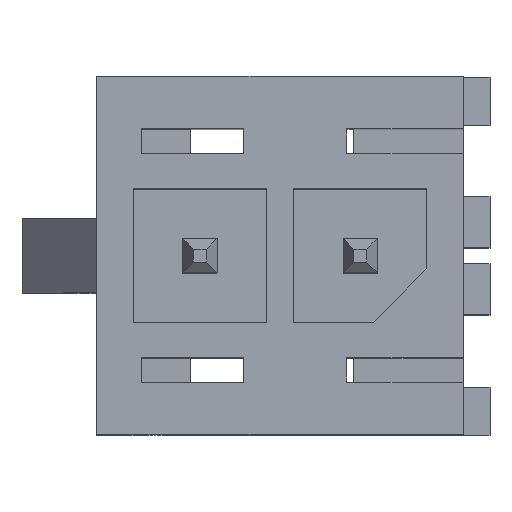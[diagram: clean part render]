
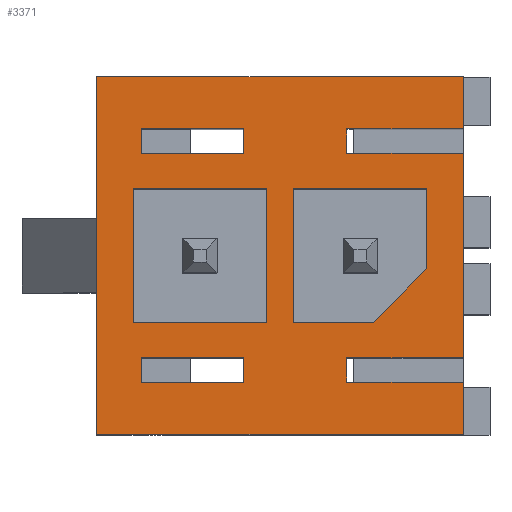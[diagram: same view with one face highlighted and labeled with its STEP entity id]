
A CAD part, top view. The second image highlights one B-rep face of the part: STEP entity #3371.
In plain terms, the highlighted planar face has unit normal (0, 0, 1).
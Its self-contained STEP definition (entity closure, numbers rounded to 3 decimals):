
#269=ORIENTED_EDGE('',*,*,#1175,.T.);
#270=ORIENTED_EDGE('',*,*,#1212,.T.);
#271=ORIENTED_EDGE('',*,*,#1252,.T.);
#272=ORIENTED_EDGE('',*,*,#1250,.T.);
#273=ORIENTED_EDGE('',*,*,#1171,.T.);
#274=ORIENTED_EDGE('',*,*,#1253,.F.);
#275=ORIENTED_EDGE('',*,*,#1254,.F.);
#276=ORIENTED_EDGE('',*,*,#1255,.T.);
#277=ORIENTED_EDGE('',*,*,#1179,.T.);
#278=ORIENTED_EDGE('',*,*,#1256,.T.);
#279=ORIENTED_EDGE('',*,*,#1257,.T.);
#280=ORIENTED_EDGE('',*,*,#1258,.T.);
#281=ORIENTED_EDGE('',*,*,#1259,.F.);
#282=ORIENTED_EDGE('',*,*,#1260,.F.);
#283=ORIENTED_EDGE('',*,*,#1261,.F.);
#284=ORIENTED_EDGE('',*,*,#1262,.T.);
#285=ORIENTED_EDGE('',*,*,#1263,.F.);
#286=ORIENTED_EDGE('',*,*,#1264,.F.);
#287=ORIENTED_EDGE('',*,*,#1265,.F.);
#288=ORIENTED_EDGE('',*,*,#1266,.F.);
#289=ORIENTED_EDGE('',*,*,#1267,.F.);
#290=ORIENTED_EDGE('',*,*,#1268,.T.);
#291=ORIENTED_EDGE('',*,*,#1269,.T.);
#292=ORIENTED_EDGE('',*,*,#1270,.T.);
#293=ORIENTED_EDGE('',*,*,#1271,.T.);
#294=ORIENTED_EDGE('',*,*,#1208,.T.);
#295=ORIENTED_EDGE('',*,*,#1218,.T.);
#296=ORIENTED_EDGE('',*,*,#1224,.T.);
#297=ORIENTED_EDGE('',*,*,#1233,.T.);
#1171=EDGE_CURVE('',#1669,#1668,#2000,.T.);
#1175=EDGE_CURVE('',#1673,#1672,#2004,.T.);
#1179=EDGE_CURVE('',#1677,#1676,#2008,.T.);
#1208=EDGE_CURVE('',#1706,#1705,#2037,.T.);
#1212=EDGE_CURVE('',#1672,#1709,#2041,.T.);
#1218=EDGE_CURVE('',#1705,#1713,#2047,.T.);
#1224=EDGE_CURVE('',#1713,#1719,#2053,.T.);
#1233=EDGE_CURVE('',#1719,#1706,#2062,.T.);
#1250=EDGE_CURVE('',#1737,#1669,#2079,.T.);
#1252=EDGE_CURVE('',#1709,#1737,#2081,.T.);
#1253=EDGE_CURVE('',#1738,#1668,#2082,.T.);
#1254=EDGE_CURVE('',#1739,#1738,#2083,.T.);
#1255=EDGE_CURVE('',#1739,#1677,#2084,.T.);
#1256=EDGE_CURVE('',#1676,#1740,#2085,.T.);
#1257=EDGE_CURVE('',#1740,#1741,#2086,.T.);
#1258=EDGE_CURVE('',#1741,#1673,#2087,.T.);
#1259=EDGE_CURVE('',#1742,#1743,#2088,.T.);
#1260=EDGE_CURVE('',#1744,#1742,#2089,.T.);
#1261=EDGE_CURVE('',#1745,#1744,#2090,.T.);
#1262=EDGE_CURVE('',#1745,#1746,#2091,.F.);
#1263=EDGE_CURVE('',#1743,#1746,#2092,.T.);
#1264=EDGE_CURVE('',#1747,#1748,#2093,.T.);
#1265=EDGE_CURVE('',#1749,#1747,#2094,.T.);
#1266=EDGE_CURVE('',#1750,#1749,#2095,.T.);
#1267=EDGE_CURVE('',#1748,#1750,#2096,.T.);
#1268=EDGE_CURVE('',#1751,#1752,#2097,.T.);
#1269=EDGE_CURVE('',#1752,#1753,#2098,.T.);
#1270=EDGE_CURVE('',#1753,#1754,#2099,.T.);
#1271=EDGE_CURVE('',#1754,#1751,#2100,.T.);
#1668=VERTEX_POINT('',#4766);
#1669=VERTEX_POINT('',#4768);
#1672=VERTEX_POINT('',#4774);
#1673=VERTEX_POINT('',#4776);
#1676=VERTEX_POINT('',#4782);
#1677=VERTEX_POINT('',#4784);
#1705=VERTEX_POINT('',#4841);
#1706=VERTEX_POINT('',#4843);
#1709=VERTEX_POINT('',#4849);
#1713=VERTEX_POINT('',#4860);
#1719=VERTEX_POINT('',#4873);
#1737=VERTEX_POINT('',#4923);
#1738=VERTEX_POINT('',#4929);
#1739=VERTEX_POINT('',#4931);
#1740=VERTEX_POINT('',#4934);
#1741=VERTEX_POINT('',#4936);
#1742=VERTEX_POINT('',#4939);
#1743=VERTEX_POINT('',#4940);
#1744=VERTEX_POINT('',#4942);
#1745=VERTEX_POINT('',#4944);
#1746=VERTEX_POINT('',#4946);
#1747=VERTEX_POINT('',#4949);
#1748=VERTEX_POINT('',#4950);
#1749=VERTEX_POINT('',#4952);
#1750=VERTEX_POINT('',#4954);
#1751=VERTEX_POINT('',#4957);
#1752=VERTEX_POINT('',#4958);
#1753=VERTEX_POINT('',#4960);
#1754=VERTEX_POINT('',#4962);
#2000=LINE('',#4767,#2457);
#2004=LINE('',#4775,#2461);
#2008=LINE('',#4783,#2465);
#2037=LINE('',#4842,#2494);
#2041=LINE('',#4850,#2498);
#2047=LINE('',#4861,#2504);
#2053=LINE('',#4874,#2510);
#2062=LINE('',#4890,#2519);
#2079=LINE('',#4922,#2536);
#2081=LINE('',#4927,#2538);
#2082=LINE('',#4928,#2539);
#2083=LINE('',#4930,#2540);
#2084=LINE('',#4932,#2541);
#2085=LINE('',#4933,#2542);
#2086=LINE('',#4935,#2543);
#2087=LINE('',#4937,#2544);
#2088=LINE('',#4938,#2545);
#2089=LINE('',#4941,#2546);
#2090=LINE('',#4943,#2547);
#2091=LINE('',#4945,#2548);
#2092=LINE('',#4947,#2549);
#2093=LINE('',#4948,#2550);
#2094=LINE('',#4951,#2551);
#2095=LINE('',#4953,#2552);
#2096=LINE('',#4955,#2553);
#2097=LINE('',#4956,#2554);
#2098=LINE('',#4959,#2555);
#2099=LINE('',#4961,#2556);
#2100=LINE('',#4963,#2557);
#2457=VECTOR('',#3847,1000.);
#2461=VECTOR('',#3851,1000.);
#2465=VECTOR('',#3855,1000.);
#2494=VECTOR('',#3886,1000.);
#2498=VECTOR('',#3890,1000.);
#2504=VECTOR('',#3898,1000.);
#2510=VECTOR('',#3906,1000.);
#2519=VECTOR('',#3919,1000.);
#2536=VECTOR('',#3942,1000.);
#2538=VECTOR('',#3948,1000.);
#2539=VECTOR('',#3949,1000.);
#2540=VECTOR('',#3950,1000.);
#2541=VECTOR('',#3951,1000.);
#2542=VECTOR('',#3952,1000.);
#2543=VECTOR('',#3953,1000.);
#2544=VECTOR('',#3954,1000.);
#2545=VECTOR('',#3955,1000.);
#2546=VECTOR('',#3956,1000.);
#2547=VECTOR('',#3957,1000.);
#2548=VECTOR('',#3958,1000.);
#2549=VECTOR('',#3959,1000.);
#2550=VECTOR('',#3960,1000.);
#2551=VECTOR('',#3961,1000.);
#2552=VECTOR('',#3962,1000.);
#2553=VECTOR('',#3963,1000.);
#2554=VECTOR('',#3964,1000.);
#2555=VECTOR('',#3965,1000.);
#2556=VECTOR('',#3966,1000.);
#2557=VECTOR('',#3967,1000.);
#2860=EDGE_LOOP('',(#269,#270,#271,#272,#273,#274,#275,#276,#277,#278,#279,
#280));
#2861=EDGE_LOOP('',(#281,#282,#283,#284,#285));
#2862=EDGE_LOOP('',(#286,#287,#288,#289));
#2863=EDGE_LOOP('',(#290,#291,#292,#293));
#2864=EDGE_LOOP('',(#294,#295,#296,#297));
#3039=FACE_BOUND('',#2860,.T.);
#3040=FACE_BOUND('',#2861,.T.);
#3041=FACE_BOUND('',#2862,.T.);
#3042=FACE_BOUND('',#2863,.T.);
#3043=FACE_BOUND('',#2864,.T.);
#3218=PLANE('',#3570);
#3371=ADVANCED_FACE('',(#3039,#3040,#3041,#3042,#3043),#3218,.T.);
#3570=AXIS2_PLACEMENT_3D('',#4926,#3946,#3947);
#3847=DIRECTION('',(0.,1.,0.));
#3851=DIRECTION('',(0.,1.,0.));
#3855=DIRECTION('',(0.,1.,0.));
#3886=DIRECTION('',(-1.,0.,0.));
#3890=DIRECTION('',(-1.,0.,0.));
#3898=DIRECTION('',(0.,1.,0.));
#3906=DIRECTION('',(1.,0.,0.));
#3919=DIRECTION('',(0.,-1.,0.));
#3942=DIRECTION('',(1.,0.,0.));
#3946=DIRECTION('',(0.,0.,1.));
#3947=DIRECTION('',(1.,0.,0.));
#3948=DIRECTION('',(0.,1.,0.));
#3949=DIRECTION('',(1.,0.,0.));
#3950=DIRECTION('',(0.,1.,0.));
#3951=DIRECTION('',(1.,0.,0.));
#3952=DIRECTION('',(-1.,0.,0.));
#3953=DIRECTION('',(0.,1.,0.));
#3954=DIRECTION('',(1.,0.,0.));
#3955=DIRECTION('',(0.,-1.,0.));
#3956=DIRECTION('',(-1.,0.,0.));
#3957=DIRECTION('',(0.,1.,0.));
#3958=DIRECTION('',(0.707,0.707,0.));
#3959=DIRECTION('',(1.,0.,0.));
#3960=DIRECTION('',(1.,0.,0.));
#3961=DIRECTION('',(0.,-1.,0.));
#3962=DIRECTION('',(-1.,0.,0.));
#3963=DIRECTION('',(0.,1.,0.));
#3964=DIRECTION('',(0.,-1.,0.));
#3965=DIRECTION('',(-1.,0.,0.));
#3966=DIRECTION('',(0.,1.,0.));
#3967=DIRECTION('',(1.,0.,0.));
#4766=CARTESIAN_POINT('',(3.43,3.35,4.95));
#4767=CARTESIAN_POINT('',(3.43,-3.35,4.95));
#4768=CARTESIAN_POINT('',(3.43,2.37,4.95));
#4774=CARTESIAN_POINT('',(3.43,1.91,4.95));
#4775=CARTESIAN_POINT('',(3.43,-3.35,4.95));
#4776=CARTESIAN_POINT('',(3.43,-1.91,4.95));
#4782=CARTESIAN_POINT('',(3.43,-2.37,4.95));
#4783=CARTESIAN_POINT('',(3.43,-3.35,4.95));
#4784=CARTESIAN_POINT('',(3.43,-3.35,4.95));
#4841=CARTESIAN_POINT('',(-2.6,1.91,4.95));
#4842=CARTESIAN_POINT('',(-0.68,1.91,4.95));
#4843=CARTESIAN_POINT('',(-0.68,1.91,4.95));
#4849=CARTESIAN_POINT('',(1.25,1.91,4.95));
#4850=CARTESIAN_POINT('',(3.43,1.91,4.95));
#4860=CARTESIAN_POINT('',(-2.6,2.37,4.95));
#4861=CARTESIAN_POINT('',(-2.6,1.91,4.95));
#4873=CARTESIAN_POINT('',(-0.68,2.37,4.95));
#4874=CARTESIAN_POINT('',(-2.6,2.37,4.95));
#4890=CARTESIAN_POINT('',(-0.68,2.37,4.95));
#4922=CARTESIAN_POINT('',(1.25,2.37,4.95));
#4923=CARTESIAN_POINT('',(1.25,2.37,4.95));
#4926=CARTESIAN_POINT('',(-3.43,-3.35,4.95));
#4927=CARTESIAN_POINT('',(1.25,1.91,4.95));
#4928=CARTESIAN_POINT('',(-3.43,3.35,4.95));
#4929=CARTESIAN_POINT('',(-3.43,3.35,4.95));
#4930=CARTESIAN_POINT('',(-3.43,-3.35,4.95));
#4931=CARTESIAN_POINT('',(-3.43,-3.35,4.95));
#4932=CARTESIAN_POINT('',(-3.43,-3.35,4.95));
#4933=CARTESIAN_POINT('',(3.43,-2.37,4.95));
#4934=CARTESIAN_POINT('',(1.25,-2.37,4.95));
#4935=CARTESIAN_POINT('',(1.25,-2.37,4.95));
#4936=CARTESIAN_POINT('',(1.25,-1.91,4.95));
#4937=CARTESIAN_POINT('',(1.25,-1.91,4.95));
#4938=CARTESIAN_POINT('',(0.25,1.25,4.95));
#4939=CARTESIAN_POINT('',(0.25,1.25,4.95));
#4940=CARTESIAN_POINT('',(0.25,-1.25,4.95));
#4941=CARTESIAN_POINT('',(2.75,1.25,4.95));
#4942=CARTESIAN_POINT('',(2.75,1.25,4.95));
#4943=CARTESIAN_POINT('',(2.75,-1.25,4.95));
#4944=CARTESIAN_POINT('',(2.75,-0.25,4.95));
#4945=CARTESIAN_POINT('',(2.75,-0.25,4.95));
#4946=CARTESIAN_POINT('',(1.75,-1.25,4.95));
#4947=CARTESIAN_POINT('',(0.25,-1.25,4.95));
#4948=CARTESIAN_POINT('',(-2.75,-1.25,4.95));
#4949=CARTESIAN_POINT('',(-2.75,-1.25,4.95));
#4950=CARTESIAN_POINT('',(-0.25,-1.25,4.95));
#4951=CARTESIAN_POINT('',(-2.75,1.25,4.95));
#4952=CARTESIAN_POINT('',(-2.75,1.25,4.95));
#4953=CARTESIAN_POINT('',(-0.25,1.25,4.95));
#4954=CARTESIAN_POINT('',(-0.25,1.25,4.95));
#4955=CARTESIAN_POINT('',(-0.25,-1.25,4.95));
#4956=CARTESIAN_POINT('',(-0.68,-1.91,4.95));
#4957=CARTESIAN_POINT('',(-0.68,-1.91,4.95));
#4958=CARTESIAN_POINT('',(-0.68,-2.37,4.95));
#4959=CARTESIAN_POINT('',(-0.68,-2.37,4.95));
#4960=CARTESIAN_POINT('',(-2.6,-2.37,4.95));
#4961=CARTESIAN_POINT('',(-2.6,-2.37,4.95));
#4962=CARTESIAN_POINT('',(-2.6,-1.91,4.95));
#4963=CARTESIAN_POINT('',(-2.6,-1.91,4.95));
